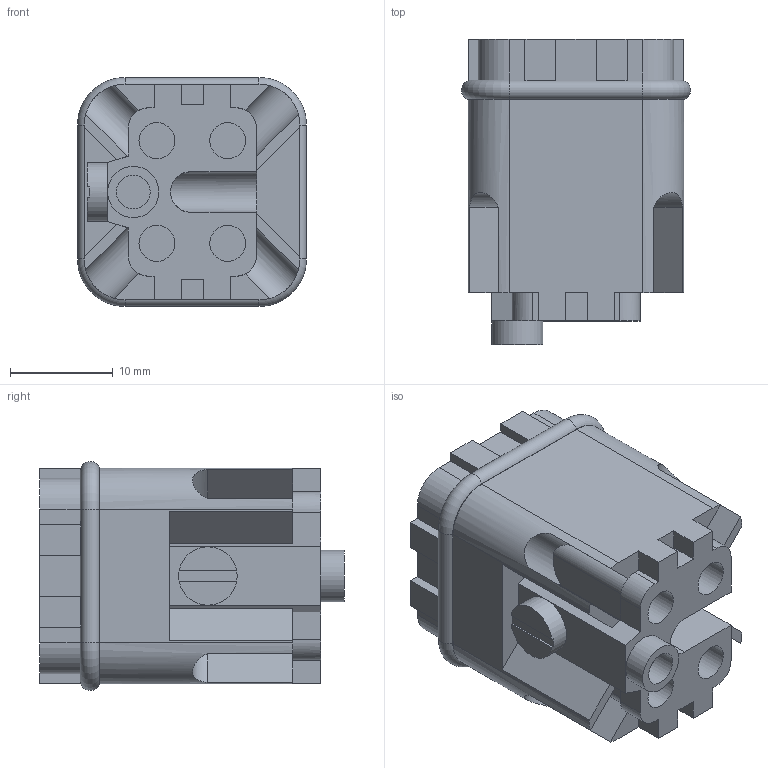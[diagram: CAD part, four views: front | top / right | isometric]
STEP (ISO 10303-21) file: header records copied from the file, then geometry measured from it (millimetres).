
FILE_DESCRIPTION (( 'STEP AP214' ), '1' );
FILE_NAME ('ZP-3A-4-MS-INSERT.STEP', '2011-11-18T20:28:21', ( '.ADC' ), ( 'ADC' ), 'SwSTEP 2.0', 'SolidWorks 2011', '' );
FILE_SCHEMA (( 'AUTOMOTIVE_DESIGN' ));
Length unit declared in the file: millimetre
Products named in the file (1): ZP-3A-4-MS-INSERT
Bounding box: 22.31 x 29.7 x 22.31 mm (x, y, z)
Volume: 6667 mm3; surface area: 5476.5 mm2
Topology: 1 solids, 2 shells, 227 faces, 628 edges, 409 vertices
Faces by surface type: plane 158, cylinder 61, torus 8
Full cylindrical faces by diameter (mm): 1.6 x5, 3.3 x1, 3.5 x4, 5 x1, 5.7 x1
Entity records: 7389 total; most frequent: CARTESIAN_POINT 1406, ORIENTED_EDGE 1228, DIRECTION 1200, EDGE_CURVE 614, VECTOR 450, LINE 450, VERTEX_POINT 407, AXIS2_PLACEMENT_3D 375
